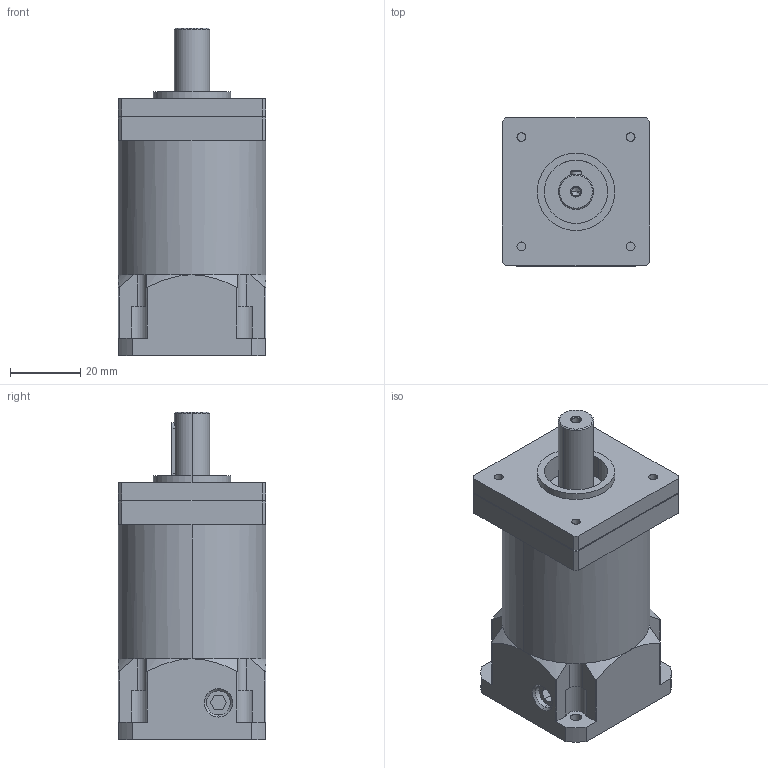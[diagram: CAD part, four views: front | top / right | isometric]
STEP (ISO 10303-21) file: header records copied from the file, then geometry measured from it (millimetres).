
FILE_DESCRIPTION (( 'STEP AP214' ), '1' );
FILE_NAME ('HSHG Nema17 2 Stage.STEP', '2020-03-08T12:56:58', ( '' ), ( '' ), 'SwSTEP 2.0', 'SolidWorks 2018', '' );
FILE_SCHEMA (( 'AUTOMOTIVE_DESIGN' ));
Length unit declared in the file: millimetre
Products named in the file (1): HSHG Nema17 2 Stage
Bounding box: 42 x 42 x 93 mm (x, y, z)
Volume: 103467 mm3; surface area: 20554.3 mm2
Topology: 1 solids, 1 shells, 198 faces, 483 edges, 305 vertices
Faces by surface type: plane 87, cylinder 83, cone 28
Entity records: 6284 total; most frequent: CARTESIAN_POINT 1338, DIRECTION 1013, ORIENTED_EDGE 962, EDGE_CURVE 481, AXIS2_PLACEMENT_3D 382, VERTEX_POINT 305, LINE 249, VECTOR 249
